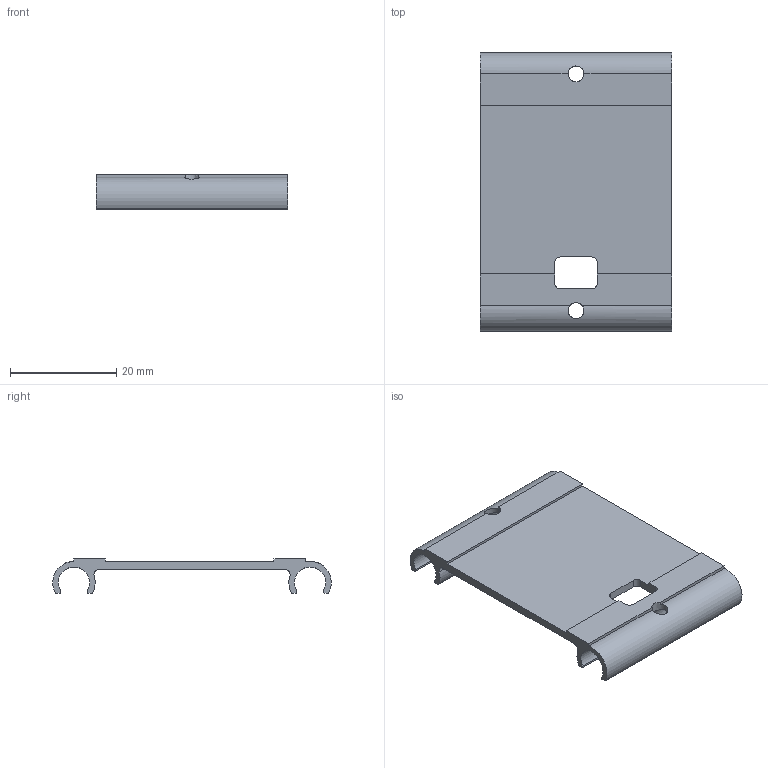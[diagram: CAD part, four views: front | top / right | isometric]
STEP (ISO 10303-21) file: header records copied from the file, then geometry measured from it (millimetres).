
FILE_DESCRIPTION(/* description */ (''),/* implementation_level */ '2;1');
FILE_NAME(/* name */ 'main-enclosure.step',/* time_stamp */ '2024-10-14T16:44:45-05:00',/* author */ (''),/* organization */ (''),/* preprocessor_version */ 'ST-DEVELOPER v20',/* originating_system */ 'Autodesk Translation Framework v13.20.0.188',/* authorisation */ '');
FILE_SCHEMA (('AUTOMOTIVE_DESIGN { 1 0 10303 214 3 1 1 }'));
Length unit declared in the file: millimetre
Products named in the file (2): Rover; main body (1)
Assembly tree (1 placements, depth 2):
  Rover
    main body (1)
Bounding box: 36 x 52.49 x 6.5 mm (x, y, z)
Volume: 3462.8 mm3; surface area: 5139.5 mm2
Topology: 1 solids, 1 shells, 51 faces, 158 edges, 105 vertices
Faces by surface type: cylinder 21, plane 21, bspline 9
Entity records: 2045 total; most frequent: CARTESIAN_POINT 589, ORIENTED_EDGE 316, DIRECTION 282, EDGE_CURVE 158, VERTEX_POINT 105, LINE 94, VECTOR 94, AXIS2_PLACEMENT_3D 94
